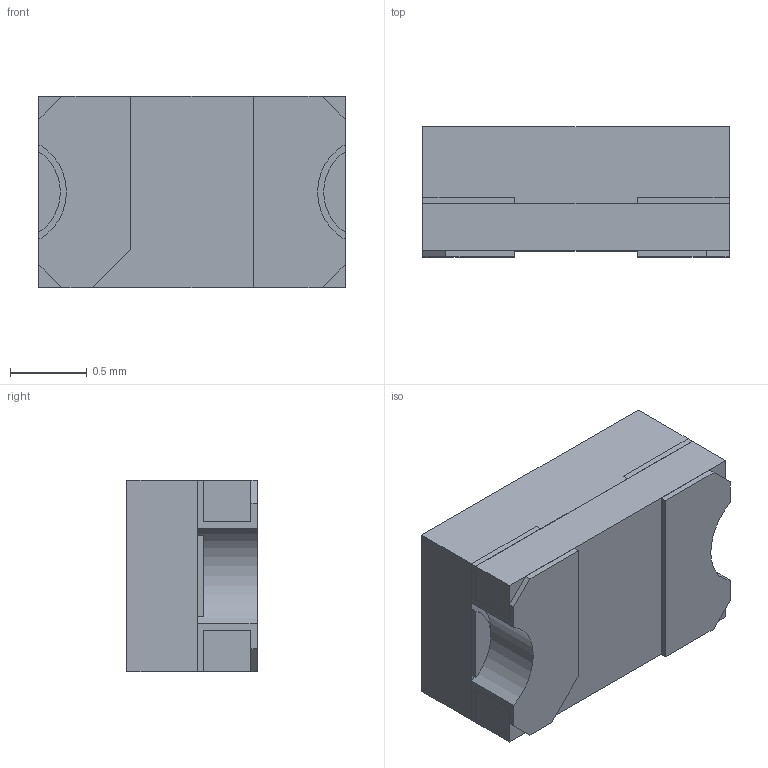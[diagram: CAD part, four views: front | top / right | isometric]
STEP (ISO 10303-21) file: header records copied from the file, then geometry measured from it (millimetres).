
FILE_DESCRIPTION (( 'STEP AP214' ), '1' );
FILE_NAME ('TEMD7000X01.STEP', '2022-09-28T07:28:53', ( '' ), ( '' ), 'SwSTEP 2.0', 'SolidWorks 2017', '' );
FILE_SCHEMA (( 'AUTOMOTIVE_DESIGN' ));
Length unit declared in the file: millimetre
Products named in the file (1): TEMD7000X01
Bounding box: 2 x 0.85 x 1.25 mm (x, y, z)
Volume: 2 mm3; surface area: 22.1 mm2
Topology: 6 solids, 6 shells, 66 faces, 159 edges, 106 vertices
Faces by surface type: plane 58, cylinder 8
Entity records: 1978 total; most frequent: CARTESIAN_POINT 332, ORIENTED_EDGE 318, DIRECTION 309, EDGE_CURVE 159, LINE 143, VECTOR 143, VERTEX_POINT 106, AXIS2_PLACEMENT_3D 83
